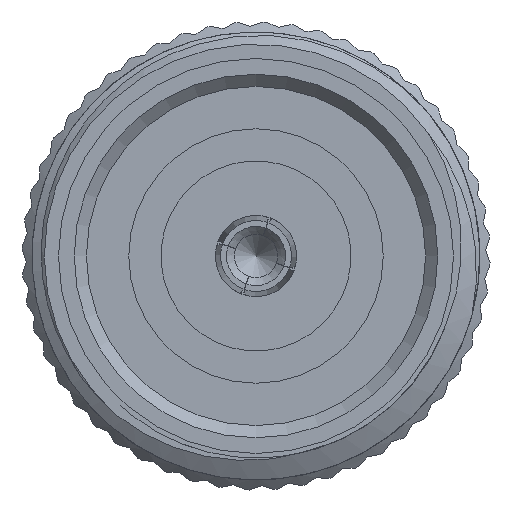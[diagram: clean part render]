
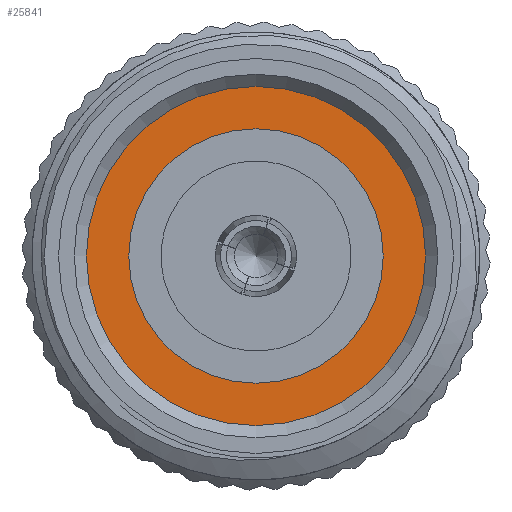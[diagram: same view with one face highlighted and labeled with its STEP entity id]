
A CAD part, front view. The second image highlights one B-rep face of the part: STEP entity #25841.
In plain terms, the highlighted planar face has unit normal (0, -1, 0).
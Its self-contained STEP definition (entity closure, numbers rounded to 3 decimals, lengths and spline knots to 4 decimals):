
#8557=ORIENTED_EDGE('',*,*,#11339,.F.);
#8558=ORIENTED_EDGE('',*,*,#11338,.F.);
#11338=EDGE_CURVE('',#12844,#12844,#13262,.T.);
#11339=EDGE_CURVE('',#12845,#12845,#13263,.F.);
#12844=VERTEX_POINT('',#49570);
#12845=VERTEX_POINT('',#49573);
#13262=CIRCLE('',#26719,4.165);
#13263=CIRCLE('',#26721,3.125);
#14503=EDGE_LOOP('',(#8557));
#14504=EDGE_LOOP('',(#8558));
#15771=FACE_BOUND('',#14503,.T.);
#15772=FACE_BOUND('',#14504,.T.);
#16083=PLANE('',#26720);
#25841=ADVANCED_FACE('',(#15771,#15772),#16083,.F.);
#26719=AXIS2_PLACEMENT_3D('',#49569,#28743,#28744);
#26720=AXIS2_PLACEMENT_3D('',#49571,#28745,#28746);
#26721=AXIS2_PLACEMENT_3D('',#49572,#28747,#28748);
#28743=DIRECTION('',(0.,1.,0.));
#28744=DIRECTION('',(0.,0.,1.));
#28745=DIRECTION('',(0.,1.,0.));
#28746=DIRECTION('',(0.,0.,1.));
#28747=DIRECTION('',(0.,1.,0.));
#28748=DIRECTION('',(0.,0.,1.));
#49569=CARTESIAN_POINT('',(0.,8.45,0.));
#49570=CARTESIAN_POINT('',(0.,8.45,4.165));
#49571=CARTESIAN_POINT('',(0.,8.45,0.));
#49572=CARTESIAN_POINT('',(0.,8.45,0.));
#49573=CARTESIAN_POINT('',(0.,8.45,3.125));
